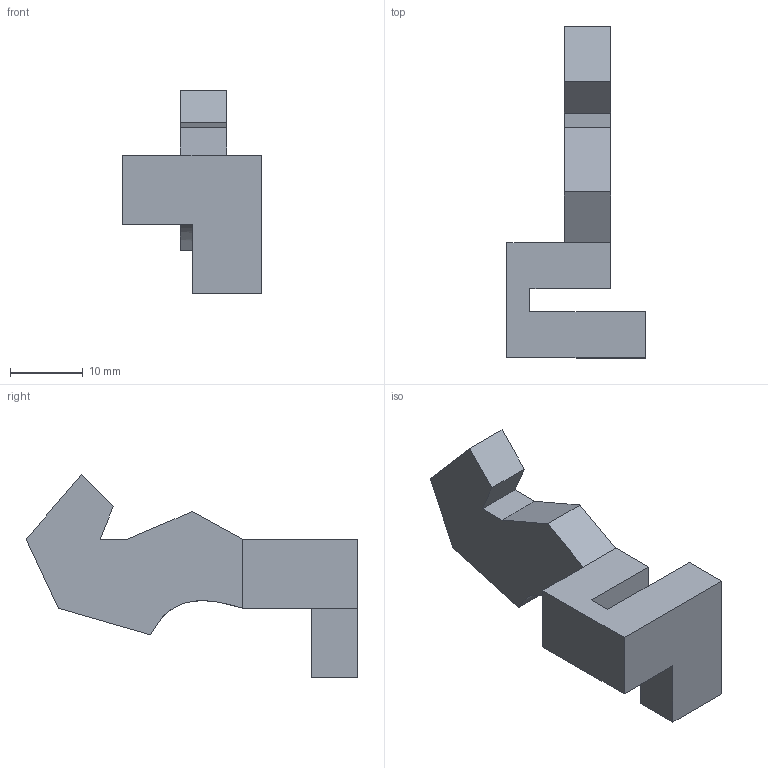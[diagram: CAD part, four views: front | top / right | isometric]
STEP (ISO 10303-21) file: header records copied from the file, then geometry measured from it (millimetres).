
FILE_DESCRIPTION(/* description */ (''),/* implementation_level */ '2;1');
FILE_NAME(/* name */ 'Kight v1 v2.step',/* time_stamp */ '2018-01-19T18:10:52-07:00',/* author */ ('atejedaTB7BE'),/* organization */ (''),/* preprocessor_version */ 'ST-DEVELOPER v16.13',/* originating_system */ 'Autodesk Translation Framework v6.5.0.72',/* authorisation */ '');
FILE_SCHEMA (('AUTOMOTIVE_DESIGN { 1 0 10303 214 3 1 1 }'));
Length unit declared in the file: inch
Products named in the file (2): Kight v1; 8495A31
Assembly tree (1 placements, depth 2):
  Kight v1
    8495A31
Bounding box: 19.05 x 45.75 x 27.94 mm (x, y, z)
Volume: 5063.4 mm3; surface area: 2835.9 mm2
Topology: 1 solids, 1 shells, 25 faces, 65 edges, 42 vertices
Faces by surface type: plane 23, bspline 2
Entity records: 860 total; most frequent: CARTESIAN_POINT 213, ORIENTED_EDGE 130, DIRECTION 113, EDGE_CURVE 65, LINE 61, VECTOR 61, VERTEX_POINT 42, AXIS2_PLACEMENT_3D 26
